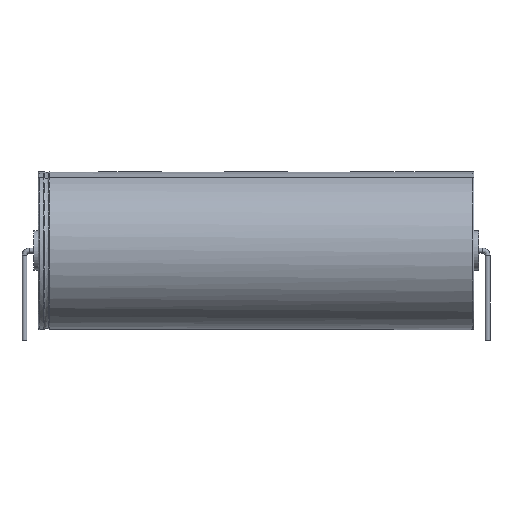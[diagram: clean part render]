
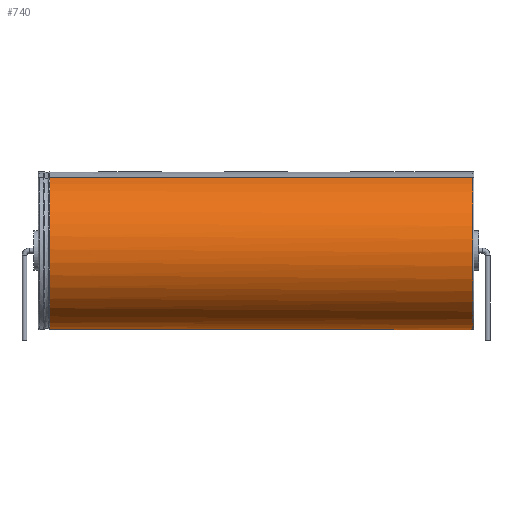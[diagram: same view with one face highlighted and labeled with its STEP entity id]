
A CAD part, front view. The second image highlights one B-rep face of the part: STEP entity #740.
In plain terms, the highlighted cylindrical face has radius 14.5 mm (diameter 29 mm), a partial arc.
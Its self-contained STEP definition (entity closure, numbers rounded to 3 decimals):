
#166=DIRECTION('',(-1.,0.,0.));
#180=DIRECTION('',(0.,0.383,0.924));
#283=VECTOR('',#284,1.);
#284=DIRECTION('',(1.,0.,0.));
#599=VERTEX_POINT('',#600);
#600=CARTESIAN_POINT('',(-37.865,5.549,27.896));
#610=ORIENTED_EDGE('',*,*,#611,.T.);
#611=EDGE_CURVE('',#599,#612,#614,.T.);
#612=VERTEX_POINT('',#613);
#613=CARTESIAN_POINT('',(-37.865,-5.549,27.896));
#614=B_SPLINE_CURVE_WITH_KNOTS('',13,(#615,#616,#617,#618,#619,#620,#621,#622,#623,#624,#625,#626,#627,#628,#629,#630,#631,#632,#633,#634,#635,#636,#637,#638,#639,#640,#641,#642,#643,#644,#645,#646,#647,#648,#649,#650,#651,#652),.UNSPECIFIED.,.F.,.F.,(14,12,12,14),(-3.397,0.,79.718,83.114),.UNSPECIFIED.);
#615=CARTESIAN_POINT('',(-37.865,2.411,29.196));
#616=CARTESIAN_POINT('',(-37.865,2.654,29.095));
#617=CARTESIAN_POINT('',(-37.865,2.897,28.995));
#618=CARTESIAN_POINT('',(-37.865,3.139,28.894));
#619=CARTESIAN_POINT('',(-37.865,3.381,28.794));
#620=CARTESIAN_POINT('',(-37.865,3.623,28.694));
#621=CARTESIAN_POINT('',(-37.865,3.865,28.594));
#622=CARTESIAN_POINT('',(-37.865,4.106,28.494));
#623=CARTESIAN_POINT('',(-37.865,4.348,28.394));
#624=CARTESIAN_POINT('',(-37.865,4.588,28.294));
#625=CARTESIAN_POINT('',(-37.865,4.829,28.194));
#626=CARTESIAN_POINT('',(-37.865,5.069,28.095));
#627=CARTESIAN_POINT('',(-37.865,5.309,27.996));
#628=CARTESIAN_POINT('',(-37.865,11.175,25.566));
#629=CARTESIAN_POINT('',(-37.865,15.821,20.642));
#630=CARTESIAN_POINT('',(-37.865,18.07,13.575));
#631=CARTESIAN_POINT('',(-37.865,16.814,5.724));
#632=CARTESIAN_POINT('',(-37.865,12.001,-0.903));
#633=CARTESIAN_POINT('',(-37.865,4.569,-5.119));
#634=CARTESIAN_POINT('',(-37.865,-4.569,-5.119));
#635=CARTESIAN_POINT('',(-37.865,-12.001,-0.903));
#636=CARTESIAN_POINT('',(-37.865,-16.814,5.724));
#637=CARTESIAN_POINT('',(-37.865,-18.07,13.575));
#638=CARTESIAN_POINT('',(-37.865,-15.821,20.642));
#639=CARTESIAN_POINT('',(-37.865,-11.175,25.566));
#640=CARTESIAN_POINT('',(-37.865,-5.309,27.996));
#641=CARTESIAN_POINT('',(-37.865,-5.069,28.095));
#642=CARTESIAN_POINT('',(-37.865,-4.829,28.194));
#643=CARTESIAN_POINT('',(-37.865,-4.588,28.294));
#644=CARTESIAN_POINT('',(-37.865,-4.348,28.394));
#645=CARTESIAN_POINT('',(-37.865,-4.106,28.494));
#646=CARTESIAN_POINT('',(-37.865,-3.865,28.594));
#647=CARTESIAN_POINT('',(-37.865,-3.623,28.694));
#648=CARTESIAN_POINT('',(-37.865,-3.381,28.794));
#649=CARTESIAN_POINT('',(-37.865,-3.139,28.894));
#650=CARTESIAN_POINT('',(-37.865,-2.897,28.995));
#651=CARTESIAN_POINT('',(-37.865,-2.654,29.095));
#652=CARTESIAN_POINT('',(-37.865,-2.411,29.196));
#740=ADVANCED_FACE('',(#741),#760,.T.);
#741=FACE_BOUND('',#742,.F.);
#742=EDGE_LOOP('',(#743,#610,#749,#755));
#743=ORIENTED_EDGE('',*,*,#744,.F.);
#744=EDGE_CURVE('',#599,#745,#747,.T.);
#745=VERTEX_POINT('',#746);
#746=CARTESIAN_POINT('',(39.8,5.549,27.896));
#747=LINE('',#748,#283);
#748=CARTESIAN_POINT('',(-38.,5.549,27.896));
#749=ORIENTED_EDGE('',*,*,#750,.T.);
#750=EDGE_CURVE('',#612,#751,#753,.T.);
#751=VERTEX_POINT('',#752);
#752=CARTESIAN_POINT('',(39.8,-5.549,27.896));
#753=LINE('',#754,#283);
#754=CARTESIAN_POINT('',(-38.,-5.549,27.896));
#755=ORIENTED_EDGE('',*,*,#756,.F.);
#756=EDGE_CURVE('',#745,#751,#757,.T.);
#757=CIRCLE('',#758,14.5);
#758=AXIS2_PLACEMENT_3D('',#759,#166,#180);
#759=CARTESIAN_POINT('',(39.8,0.,14.5));
#760=CYLINDRICAL_SURFACE('',#761,14.5);
#761=AXIS2_PLACEMENT_3D('',#762,#284,#180);
#762=CARTESIAN_POINT('',(-38.,0.,14.5));
